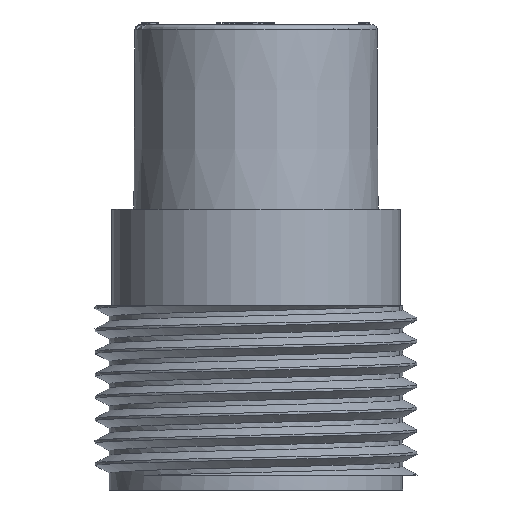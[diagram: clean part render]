
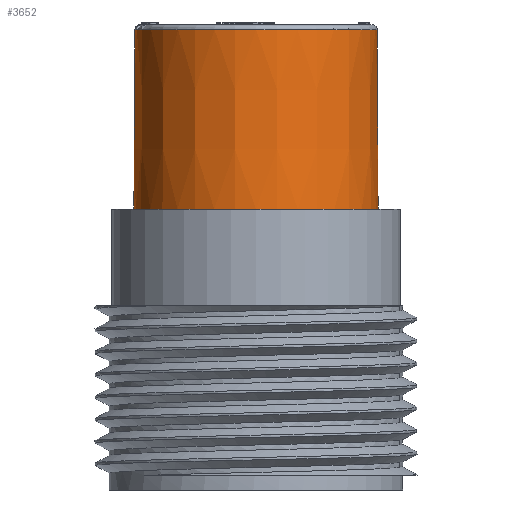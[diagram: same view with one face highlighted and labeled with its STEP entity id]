
A CAD part, front view. The second image highlights one B-rep face of the part: STEP entity #3652.
In plain terms, the highlighted conical face has half-angle 0.302 degrees and reference radius 12.5 mm.
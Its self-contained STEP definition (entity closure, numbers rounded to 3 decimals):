
#1486=CONICAL_SURFACE('',#13918,12.5,0.302);
#3652=ADVANCED_FACE('',(#5132,#5133),#1486,.T.);
#5132=FACE_BOUND('',#5209,.T.);
#5133=FACE_BOUND('',#5210,.T.);
#5209=EDGE_LOOP('',(#6027));
#5210=EDGE_LOOP('',(#6028));
#6027=ORIENTED_EDGE('',*,*,#11735,.T.);
#6028=ORIENTED_EDGE('',*,*,#11715,.T.);
#10280=VERTEX_POINT('',#16960);
#10296=VERTEX_POINT('',#18659);
#11715=EDGE_CURVE('',#10280,#10280,#13857,.T.);
#11735=EDGE_CURVE('',#10296,#10296,#13869,.T.);
#13857=CIRCLE('',#13897,12.6);
#13869=CIRCLE('',#13916,12.503);
#13897=AXIS2_PLACEMENT_3D('',#16959,#14678,#14679);
#13916=AXIS2_PLACEMENT_3D('',#18658,#14716,#14717);
#13918=AXIS2_PLACEMENT_3D('',#18661,#14720,#14721);
#14678=DIRECTION('',(0.,0.,1.));
#14679=DIRECTION('',(-1.,0.,0.));
#14716=DIRECTION('',(0.,0.,-1.));
#14717=DIRECTION('',(1.,0.,0.));
#14720=DIRECTION('',(0.,0.,-1.));
#14721=DIRECTION('',(-1.,0.,0.));
#16959=CARTESIAN_POINT('',(0.,91.5,26.504));
#16960=CARTESIAN_POINT('',(-12.6,91.5,26.504));
#18658=CARTESIAN_POINT('',(0.,91.5,45.007));
#18659=CARTESIAN_POINT('',(12.503,91.5,45.007));
#18661=CARTESIAN_POINT('',(0.,91.5,45.504));
